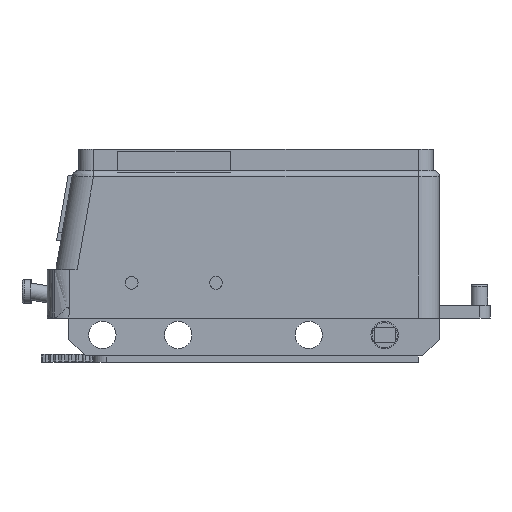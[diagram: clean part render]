
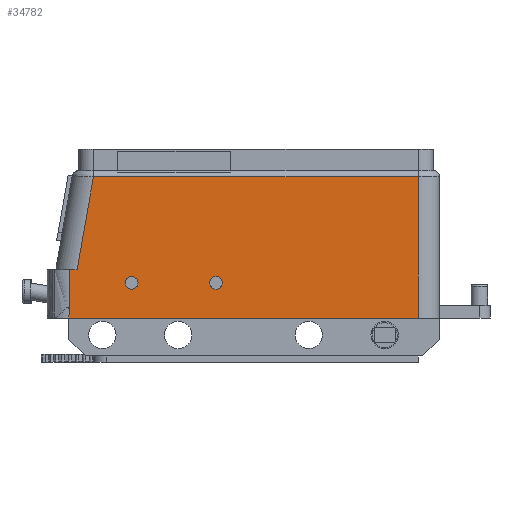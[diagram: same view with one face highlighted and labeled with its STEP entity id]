
A CAD part, front view. The second image highlights one B-rep face of the part: STEP entity #34782.
In plain terms, the highlighted planar face has unit normal (0, -1, 0).
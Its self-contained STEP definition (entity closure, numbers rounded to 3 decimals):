
#2671=FACE_BOUND('',#6463,.T.);
#2672=FACE_BOUND('',#6464,.T.);
#2751=CIRCLE('',#36762,1.5);
#2752=CIRCLE('',#36764,1.5);
#4343=FACE_OUTER_BOUND('',#6462,.T.);
#6462=EDGE_LOOP('',(#24016,#24017,#24018,#24019,#24020,#24021,#24022));
#6463=EDGE_LOOP('',(#24023));
#6464=EDGE_LOOP('',(#24024));
#9345=LINE('',#50208,#11537);
#9410=LINE('',#50403,#11602);
#9715=LINE('',#51454,#11907);
#9716=LINE('',#51456,#11908);
#9735=LINE('',#51535,#11927);
#9736=LINE('',#51539,#11928);
#9737=LINE('',#51540,#11929);
#11537=VECTOR('',#40544,10.);
#11602=VECTOR('',#40701,10.);
#11907=VECTOR('',#41534,10.);
#11908=VECTOR('',#41537,10.);
#11927=VECTOR('',#41602,10.);
#11928=VECTOR('',#41607,10.);
#11929=VECTOR('',#41608,10.);
#13724=VERTEX_POINT('',#50205);
#13725=VERTEX_POINT('',#50207);
#13794=VERTEX_POINT('',#50400);
#13795=VERTEX_POINT('',#50402);
#13811=VERTEX_POINT('',#50474);
#13812=VERTEX_POINT('',#50478);
#14057=VERTEX_POINT('',#51425);
#14064=VERTEX_POINT('',#51533);
#14065=VERTEX_POINT('',#51538);
#17310=EDGE_CURVE('',#13724,#13725,#9345,.T.);
#17402=EDGE_CURVE('',#13794,#13795,#9410,.T.);
#17430=EDGE_CURVE('',#13811,#13811,#2751,.T.);
#17432=EDGE_CURVE('',#13812,#13812,#2752,.T.);
#17821=EDGE_CURVE('',#13725,#14057,#9715,.T.);
#17822=EDGE_CURVE('',#13795,#13724,#9716,.T.);
#17852=EDGE_CURVE('',#14064,#13794,#9735,.T.);
#17854=EDGE_CURVE('',#14065,#14064,#9736,.T.);
#17855=EDGE_CURVE('',#14057,#14065,#9737,.T.);
#24016=ORIENTED_EDGE('',*,*,#17821,.F.);
#24017=ORIENTED_EDGE('',*,*,#17310,.F.);
#24018=ORIENTED_EDGE('',*,*,#17822,.F.);
#24019=ORIENTED_EDGE('',*,*,#17402,.F.);
#24020=ORIENTED_EDGE('',*,*,#17852,.F.);
#24021=ORIENTED_EDGE('',*,*,#17854,.F.);
#24022=ORIENTED_EDGE('',*,*,#17855,.F.);
#24023=ORIENTED_EDGE('',*,*,#17430,.T.);
#24024=ORIENTED_EDGE('',*,*,#17432,.T.);
#34128=PLANE('',#37023);
#34782=ADVANCED_FACE('',(#4343,#2671,#2672),#34128,.T.);
#36762=AXIS2_PLACEMENT_3D('',#50475,#40771,#40772);
#36764=AXIS2_PLACEMENT_3D('',#50479,#40776,#40777);
#37023=AXIS2_PLACEMENT_3D('',#51537,#41605,#41606);
#40544=DIRECTION('',(-1.,0.,0.));
#40701=DIRECTION('',(1.,0.,0.));
#40771=DIRECTION('center_axis',(0.,1.,0.));
#40772=DIRECTION('ref_axis',(1.,0.,0.));
#40776=DIRECTION('center_axis',(0.,1.,0.));
#40777=DIRECTION('ref_axis',(1.,0.,0.));
#41534=DIRECTION('',(0.174,0.,0.985));
#41537=DIRECTION('',(0.,0.,-1.));
#41602=DIRECTION('',(0.174,0.,0.985));
#41605=DIRECTION('center_axis',(0.,-1.,0.));
#41606=DIRECTION('ref_axis',(1.,0.,0.));
#41607=DIRECTION('',(1.,0.,0.));
#41608=DIRECTION('',(0.,0.,1.));
#50205=CARTESIAN_POINT('',(86.017,-42.04,-0.04));
#50207=CARTESIAN_POINT('',(3.008,-42.04,-0.04));
#50208=CARTESIAN_POINT('',(91.017,-42.04,-0.04));
#50400=CARTESIAN_POINT('',(8.915,-42.04,33.46));
#50402=CARTESIAN_POINT('',(86.017,-42.04,33.46));
#50403=CARTESIAN_POINT('',(23.517,-42.04,33.46));
#50474=CARTESIAN_POINT('',(16.501,-42.04,8.31));
#50475=CARTESIAN_POINT('Origin',(18.001,-42.04,8.31));
#50478=CARTESIAN_POINT('',(36.501,-42.04,8.31));
#50479=CARTESIAN_POINT('Origin',(38.001,-42.04,8.31));
#51425=CARTESIAN_POINT('',(3.186,-42.04,0.969));
#51454=CARTESIAN_POINT('',(2.925,-42.04,-0.511));
#51456=CARTESIAN_POINT('',(86.017,-42.04,-0.04));
#51533=CARTESIAN_POINT('',(5.036,-42.04,11.46));
#51535=CARTESIAN_POINT('',(2.925,-42.04,-0.511));
#51537=CARTESIAN_POINT('Origin',(1.017,-42.04,-0.04));
#51538=CARTESIAN_POINT('',(3.186,-42.04,11.46));
#51539=CARTESIAN_POINT('',(86.017,-42.04,11.46));
#51540=CARTESIAN_POINT('',(3.186,-42.04,-0.04));
